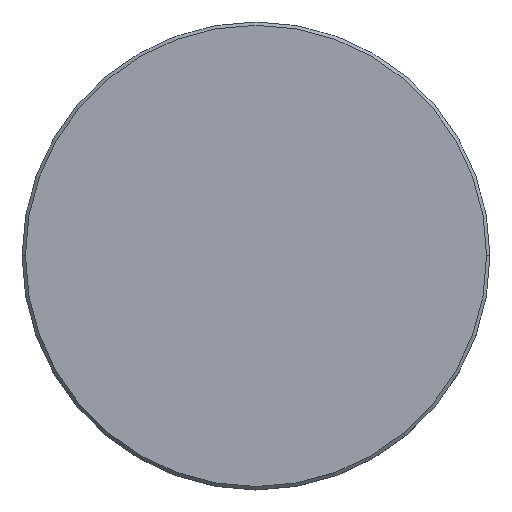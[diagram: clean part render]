
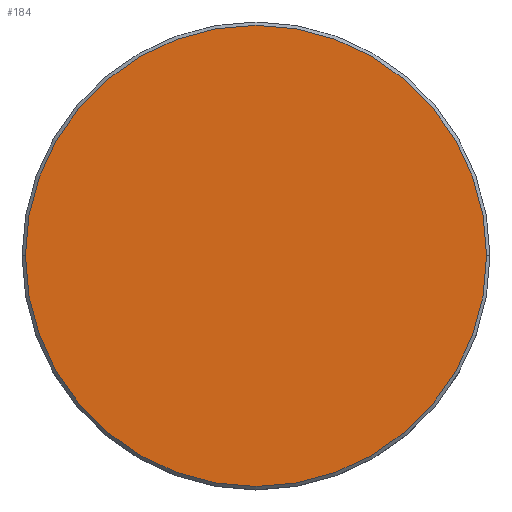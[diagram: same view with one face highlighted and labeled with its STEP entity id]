
A CAD part, top view. The second image highlights one B-rep face of the part: STEP entity #184.
In plain terms, the highlighted planar face has unit normal (0, 0, 1).
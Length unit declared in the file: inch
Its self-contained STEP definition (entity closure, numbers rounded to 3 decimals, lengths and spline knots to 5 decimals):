
#17 = DIRECTION ( 'NONE',  ( 1., 0., 0. ) ) ;
#37 = EDGE_CURVE ( 'NONE', #70, #53, #59, .T. ) ;
#40 = DIRECTION ( 'NONE',  ( 1., 0., 0. ) ) ;
#53 = VERTEX_POINT ( 'NONE', #198 ) ;
#59 = CIRCLE ( 'NONE', #74, 0.48517 ) ;
#60 = DIRECTION ( 'NONE',  ( 0., 0., 1. ) ) ;
#70 = VERTEX_POINT ( 'NONE', #149 ) ;
#74 = AXIS2_PLACEMENT_3D ( 'NONE', #232, #60, #17 ) ;
#82 = CARTESIAN_POINT ( 'NONE',  ( -0.85964, 1.22061, -0.25754 ) ) ;
#127 = CIRCLE ( 'NONE', #130, 0.48517 ) ;
#130 = AXIS2_PLACEMENT_3D ( 'NONE', #82, #169, #40 ) ;
#131 = PLANE ( 'NONE',  #141 ) ;
#136 = ORIENTED_EDGE ( 'NONE', *, *, #37, .T. ) ;
#141 = AXIS2_PLACEMENT_3D ( 'NONE', #260, #176, #154 ) ;
#143 = EDGE_CURVE ( 'NONE', #53, #70, #127, .T. ) ;
#149 = CARTESIAN_POINT ( 'NONE',  ( -1.3448, 1.22061, -0.25754 ) ) ;
#154 = DIRECTION ( 'NONE',  ( 1., 0., 0. ) ) ;
#169 = DIRECTION ( 'NONE',  ( 0., 0., 1. ) ) ;
#176 = DIRECTION ( 'NONE',  ( 0., 0., 1. ) ) ;
#183 = EDGE_LOOP ( 'NONE', ( #136, #254 ) ) ;
#184 = ADVANCED_FACE ( 'NONE', ( #240 ), #131, .T. ) ;
#198 = CARTESIAN_POINT ( 'NONE',  ( -0.37447, 1.22061, -0.25754 ) ) ;
#232 = CARTESIAN_POINT ( 'NONE',  ( -0.85964, 1.22061, -0.25754 ) ) ;
#240 = FACE_OUTER_BOUND ( 'NONE', #183, .T. ) ;
#254 = ORIENTED_EDGE ( 'NONE', *, *, #143, .T. ) ;
#260 = CARTESIAN_POINT ( 'NONE',  ( -0.85964, 1.22061, -0.25754 ) ) ;
